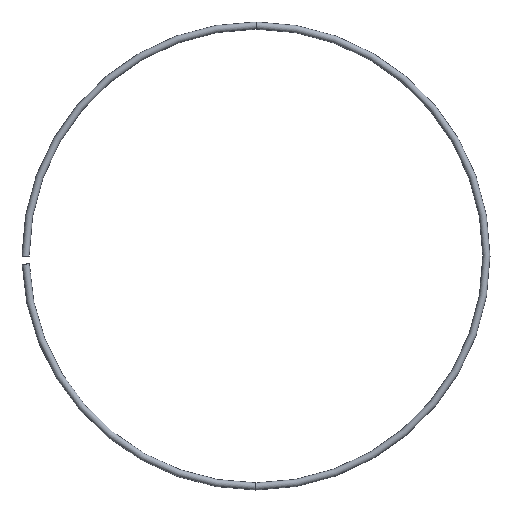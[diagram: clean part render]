
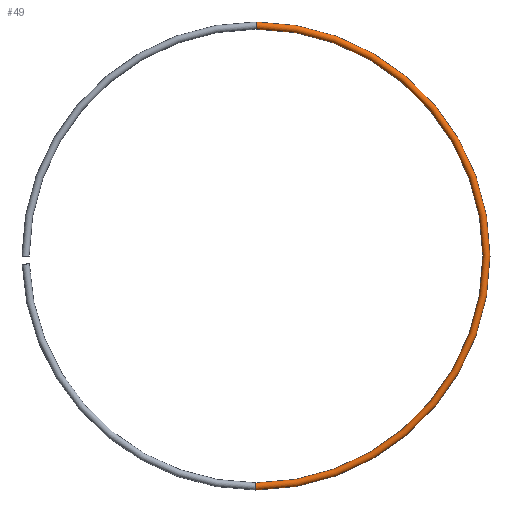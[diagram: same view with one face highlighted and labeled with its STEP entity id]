
A CAD part, left-side view. The second image highlights one B-rep face of the part: STEP entity #49.
In plain terms, the highlighted toroidal (fillet/blend) face has major radius 145.1 mm and minor radius 2.25 mm.
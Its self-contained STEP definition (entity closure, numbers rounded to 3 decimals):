
#21 = EDGE_LOOP ( 'NONE', ( #174, #47, #110, #171 ) ) ;
#44 = CARTESIAN_POINT ( 'NONE',  ( 0., 0., 0. ) ) ;
#45 = EDGE_CURVE ( 'NONE', #178, #264, #154, .T. ) ;
#47 = ORIENTED_EDGE ( 'NONE', *, *, #45, .T. ) ;
#49 = ADVANCED_FACE ( 'NONE', ( #245 ), #96, .T. ) ;
#59 = AXIS2_PLACEMENT_3D ( 'NONE', #136, #271, #157 ) ;
#66 = DIRECTION ( 'NONE',  ( -1., 0., 0. ) ) ;
#68 = DIRECTION ( 'NONE',  ( 0., 0., 1. ) ) ;
#71 = DIRECTION ( 'NONE',  ( 0., 0., 1. ) ) ;
#74 = EDGE_CURVE ( 'NONE', #262, #186, #205, .T. ) ;
#96 = TOROIDAL_SURFACE ( 'NONE', #131, 145.1, 2.25 ) ;
#106 = AXIS2_PLACEMENT_3D ( 'NONE', #258, #257, #255 ) ;
#110 = ORIENTED_EDGE ( 'NONE', *, *, #278, .T. ) ;
#129 = AXIS2_PLACEMENT_3D ( 'NONE', #177, #215, #196 ) ;
#131 = AXIS2_PLACEMENT_3D ( 'NONE', #182, #216, #71 ) ;
#135 = CARTESIAN_POINT ( 'NONE',  ( 0., 0., 142.85 ) ) ;
#136 = CARTESIAN_POINT ( 'NONE',  ( 0., 0., 145.1 ) ) ;
#154 = CIRCLE ( 'NONE', #169, 147.35 ) ;
#157 = DIRECTION ( 'NONE',  ( 0., 0., -1. ) ) ;
#169 = AXIS2_PLACEMENT_3D ( 'NONE', #44, #66, #68 ) ;
#171 = ORIENTED_EDGE ( 'NONE', *, *, #74, .F. ) ;
#173 = CIRCLE ( 'NONE', #59, 2.25 ) ;
#174 = ORIENTED_EDGE ( 'NONE', *, *, #191, .F. ) ;
#177 = CARTESIAN_POINT ( 'NONE',  ( 0., 0., 0. ) ) ;
#178 = VERTEX_POINT ( 'NONE', #246 ) ;
#179 = CARTESIAN_POINT ( 'NONE',  ( 0., 0., -142.85 ) ) ;
#182 = CARTESIAN_POINT ( 'NONE',  ( 0., 0., 0. ) ) ;
#186 = VERTEX_POINT ( 'NONE', #135 ) ;
#191 = EDGE_CURVE ( 'NONE', #178, #262, #243, .T. ) ;
#196 = DIRECTION ( 'NONE',  ( 0., 0., 1. ) ) ;
#205 = CIRCLE ( 'NONE', #129, 142.85 ) ;
#215 = DIRECTION ( 'NONE',  ( -1., 0., 0. ) ) ;
#216 = DIRECTION ( 'NONE',  ( -1., 0., 0. ) ) ;
#231 = CARTESIAN_POINT ( 'NONE',  ( 0., 0., 147.35 ) ) ;
#243 = CIRCLE ( 'NONE', #106, 2.25 ) ;
#245 = FACE_OUTER_BOUND ( 'NONE', #21, .T. ) ;
#246 = CARTESIAN_POINT ( 'NONE',  ( 0., 0., -147.35 ) ) ;
#255 = DIRECTION ( 'NONE',  ( 0., 0., 1. ) ) ;
#257 = DIRECTION ( 'NONE',  ( 0., 1., 0. ) ) ;
#258 = CARTESIAN_POINT ( 'NONE',  ( 0., 0., -145.1 ) ) ;
#262 = VERTEX_POINT ( 'NONE', #179 ) ;
#264 = VERTEX_POINT ( 'NONE', #231 ) ;
#271 = DIRECTION ( 'NONE',  ( 0., -1., 0. ) ) ;
#278 = EDGE_CURVE ( 'NONE', #264, #186, #173, .T. ) ;
